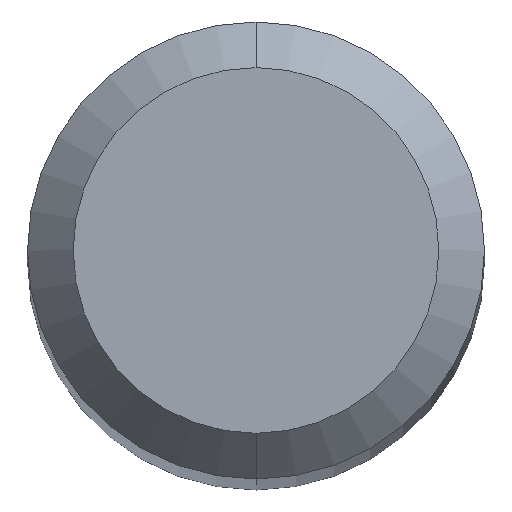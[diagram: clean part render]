
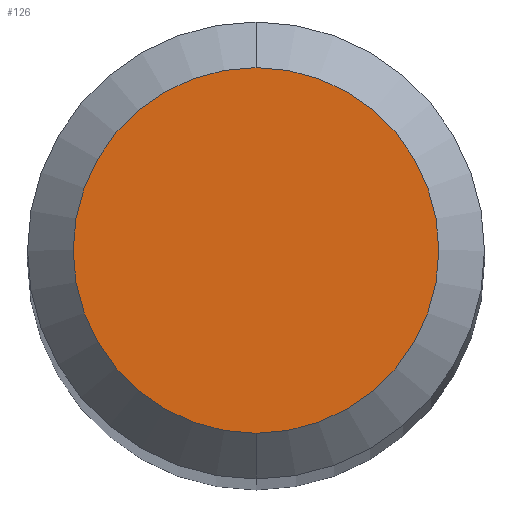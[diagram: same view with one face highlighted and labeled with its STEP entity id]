
A CAD part, top view. The second image highlights one B-rep face of the part: STEP entity #126.
In plain terms, the highlighted planar face has unit normal (0, 0, 1).
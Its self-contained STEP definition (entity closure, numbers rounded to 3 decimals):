
#7 = VERTEX_POINT ( 'NONE', #30 ) ;
#9 = PLANE ( 'NONE',  #145 ) ;
#21 = CARTESIAN_POINT ( 'NONE',  ( 0., 4.366, 0. ) ) ;
#23 = AXIS2_PLACEMENT_3D ( 'NONE', #136, #208, #36 ) ;
#30 = CARTESIAN_POINT ( 'NONE',  ( 0., -3.492, 0. ) ) ;
#35 = CIRCLE ( 'NONE', #48, 3.492 ) ;
#36 = DIRECTION ( 'NONE',  ( 0., 1., 0. ) ) ;
#38 = DIRECTION ( 'NONE',  ( 0., 0., 1. ) ) ;
#40 = ORIENTED_EDGE ( 'NONE', *, *, #122, .T. ) ;
#41 = DIRECTION ( 'NONE',  ( 0., 1., 0. ) ) ;
#47 = EDGE_CURVE ( 'NONE', #137, #7, #35, .T. ) ;
#48 = AXIS2_PLACEMENT_3D ( 'NONE', #186, #38, #118 ) ;
#80 = CIRCLE ( 'NONE', #23, 3.492 ) ;
#84 = CARTESIAN_POINT ( 'NONE',  ( 0., 3.492, 0. ) ) ;
#117 = ORIENTED_EDGE ( 'NONE', *, *, #47, .T. ) ;
#118 = DIRECTION ( 'NONE',  ( 0., 1., 0. ) ) ;
#122 = EDGE_CURVE ( 'NONE', #7, #137, #80, .T. ) ;
#126 = ADVANCED_FACE ( 'NONE', ( #211 ), #9, .F. ) ;
#136 = CARTESIAN_POINT ( 'NONE',  ( 0., 0., 0. ) ) ;
#137 = VERTEX_POINT ( 'NONE', #84 ) ;
#145 = AXIS2_PLACEMENT_3D ( 'NONE', #21, #154, #41 ) ;
#154 = DIRECTION ( 'NONE',  ( 0., 0., -1. ) ) ;
#167 = EDGE_LOOP ( 'NONE', ( #117, #40 ) ) ;
#186 = CARTESIAN_POINT ( 'NONE',  ( 0., 0., 0. ) ) ;
#208 = DIRECTION ( 'NONE',  ( 0., 0., 1. ) ) ;
#211 = FACE_OUTER_BOUND ( 'NONE', #167, .T. ) ;
